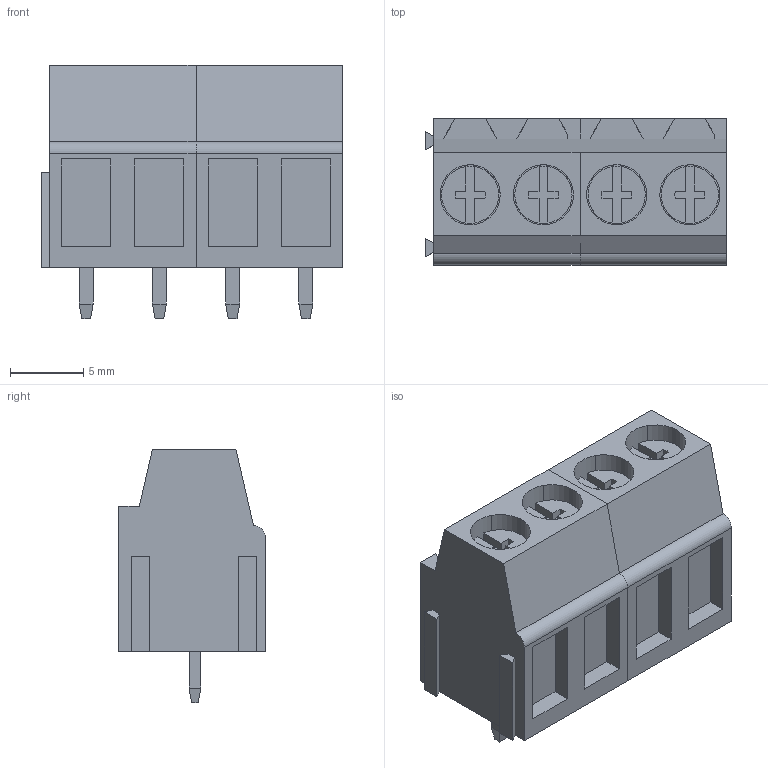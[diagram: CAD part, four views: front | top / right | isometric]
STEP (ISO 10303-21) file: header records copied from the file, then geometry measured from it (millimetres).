
FILE_DESCRIPTION(('CATIA V5 STEP Exchange','CAx-IF Rec.Pracs.--- Model Styling and Organization---1.2---2011-12-15'),'2;1');
FILE_NAME ('D1459002_0_1913150000_1913150000.stp','2018-03-30T11:38:30+00:00',('none'),('Weidmueller'),'CATIA Version 5-6 Release 2014','CATIA V5 STEP AP214','none');
FILE_SCHEMA(('AUTOMOTIVE_DESIGN { 1 0 10303 214 1 1 1 1 }'));
Length unit declared in the file: millimetre
Products named in the file (1): 1913150000
Bounding box: 20.55 x 10 x 17.3 mm (x, y, z)
Volume: 1965.6 mm3; surface area: 2527.6 mm2
Topology: 10 solids, 10 shells, 358 faces, 962 edges, 636 vertices
Faces by surface type: plane 300, cylinder 58
Entity records: 11084 total; most frequent: CARTESIAN_POINT 2206, ORIENTED_EDGE 1924, DIRECTION 1616, EDGE_CURVE 962, VECTOR 790, LINE 790, VERTEX_POINT 636, AXIS2_PLACEMENT_3D 468
